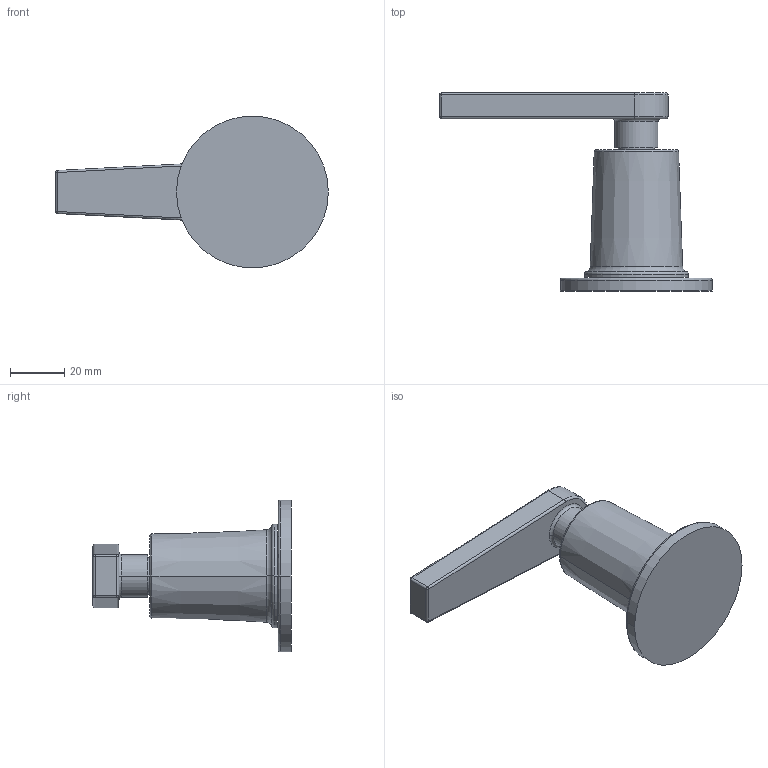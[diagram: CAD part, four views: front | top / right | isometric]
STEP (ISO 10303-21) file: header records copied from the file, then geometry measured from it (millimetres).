
FILE_DESCRIPTION((''),'2;1');
FILE_NAME('3-575','2021-01-04T14:05:27',('jinson.thomas'),(''),'CREO PARAMETRIC BY PTC INC, 2018400','CREO PARAMETRIC BY PTC INC, 2018400','');
FILE_SCHEMA(('CONFIG_CONTROL_DESIGN'));
Length unit declared in the file: inch
Products named in the file (1): 3-575
Bounding box: 100.33 x 72.9 x 55.88 mm (x, y, z)
Volume: 69435.4 mm3; surface area: 16295 mm2
Topology: 1 solids, 2 shells, 53 faces, 104 edges, 60 vertices
Faces by surface type: cylinder 23, plane 12, torus 12, sphere 4, cone 2
Entity records: 1406 total; most frequent: DIRECTION 280, CARTESIAN_POINT 217, ORIENTED_EDGE 208, AXIS2_PLACEMENT_3D 123, EDGE_CURVE 104, CIRCLE 70, VERTEX_POINT 60, EDGE_LOOP 60
